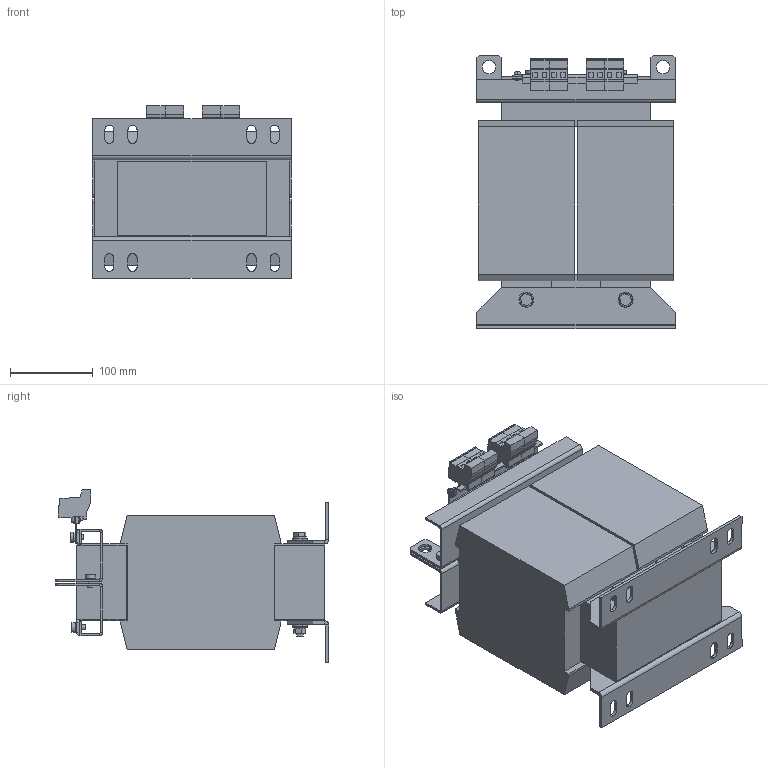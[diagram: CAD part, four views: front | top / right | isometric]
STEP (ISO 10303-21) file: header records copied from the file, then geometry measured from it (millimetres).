
FILE_DESCRIPTION (( 'STEP AP214' ), '1' );
FILE_NAME ('321523.STEP', '2020-12-03T07:34:15', ( '' ), ( '' ), 'SwSTEP 2.0', 'SolidWorks 2018', '' );
FILE_SCHEMA (( 'AUTOMOTIVE_DESIGN' ));
Length unit declared in the file: millimetre
Products named in the file (1): 321523
Bounding box: 240 x 331 x 208.55 mm (x, y, z)
Volume: 9304291.2 mm3; surface area: 568115 mm2
Topology: 1 solids, 1 shells, 684 faces, 1714 edges, 1068 vertices
Faces by surface type: plane 508, cylinder 162, cone 8, torus 6
Entity records: 20290 total; most frequent: CARTESIAN_POINT 3657, ORIENTED_EDGE 3428, DIRECTION 3400, EDGE_CURVE 1714, LINE 1326, VECTOR 1326, VERTEX_POINT 1068, AXIS2_PLACEMENT_3D 1037
